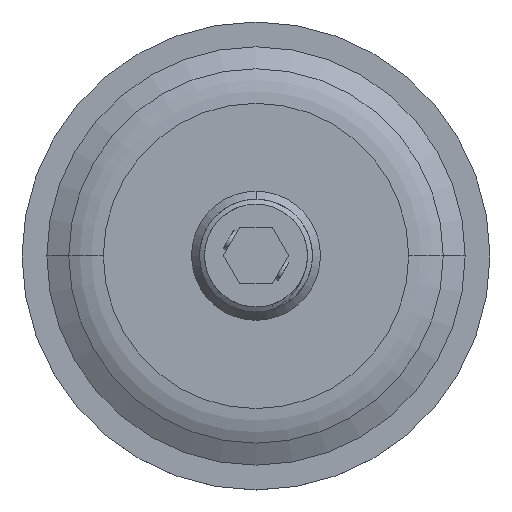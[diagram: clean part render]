
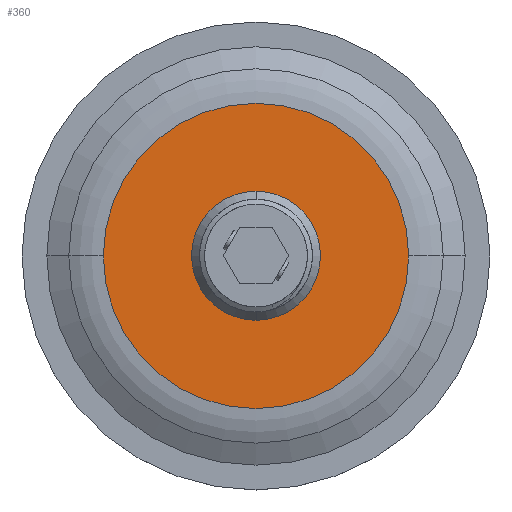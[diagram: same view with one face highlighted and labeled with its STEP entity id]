
A CAD part, top view. The second image highlights one B-rep face of the part: STEP entity #360.
In plain terms, the highlighted planar face has unit normal (0, 0, 1).
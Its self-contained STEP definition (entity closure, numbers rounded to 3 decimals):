
#62 = EDGE_CURVE ( 'NONE', #1204, #2761, #508, .T. ) ;
#83 = LINE ( 'NONE', #2983, #1923 ) ;
#112 = DIRECTION ( 'NONE',  ( -0.5, 0.866, 0. ) ) ;
#121 = DIRECTION ( 'NONE',  ( 0.5, 0.866, 0. ) ) ;
#218 = ORIENTED_EDGE ( 'NONE', *, *, #992, .F. ) ;
#281 = FACE_OUTER_BOUND ( 'NONE', #1924, .T. ) ;
#311 = VERTEX_POINT ( 'NONE', #3431 ) ;
#327 = CIRCLE ( 'NONE', #541, 21.526 ) ;
#349 = CARTESIAN_POINT ( 'NONE',  ( 2.309, 4., 0. ) ) ;
#359 = ORIENTED_EDGE ( 'NONE', *, *, #1233, .F. ) ;
#360 = ADVANCED_FACE ( 'NONE', ( #281, #2685 ), #1089, .F. ) ;
#508 = LINE ( 'NONE', #1256, #1451 ) ;
#541 = AXIS2_PLACEMENT_3D ( 'NONE', #1738, #860, #817 ) ;
#542 = ORIENTED_EDGE ( 'NONE', *, *, #795, .F. ) ;
#557 = DIRECTION ( 'NONE',  ( 0.5, -0.866, 0. ) ) ;
#572 = VERTEX_POINT ( 'NONE', #1114 ) ;
#628 = CARTESIAN_POINT ( 'NONE',  ( 4.619, 0., 0. ) ) ;
#633 = EDGE_LOOP ( 'NONE', ( #2972, #3656, #542, #2008, #2728, #359 ) ) ;
#766 = VERTEX_POINT ( 'NONE', #3661 ) ;
#795 = EDGE_CURVE ( 'NONE', #311, #3554, #2687, .T. ) ;
#796 = LINE ( 'NONE', #1326, #2459 ) ;
#817 = DIRECTION ( 'NONE',  ( -1., 0., 0. ) ) ;
#854 = VERTEX_POINT ( 'NONE', #1303 ) ;
#860 = DIRECTION ( 'NONE',  ( 0., 0., -1. ) ) ;
#919 = ORIENTED_EDGE ( 'NONE', *, *, #1113, .F. ) ;
#923 = EDGE_CURVE ( 'NONE', #3554, #1204, #1349, .T. ) ;
#926 = DIRECTION ( 'NONE',  ( 0., 0., -1. ) ) ;
#956 = LINE ( 'NONE', #1252, #1469 ) ;
#992 = EDGE_CURVE ( 'NONE', #766, #854, #327, .T. ) ;
#1013 = CARTESIAN_POINT ( 'NONE',  ( 2.309, -4., 0. ) ) ;
#1089 = PLANE ( 'NONE',  #3614 ) ;
#1113 = EDGE_CURVE ( 'NONE', #854, #766, #2951, .T. ) ;
#1114 = CARTESIAN_POINT ( 'NONE',  ( -4.619, 0., 0. ) ) ;
#1150 = AXIS2_PLACEMENT_3D ( 'NONE', #3529, #926, #1770 ) ;
#1204 = VERTEX_POINT ( 'NONE', #349 ) ;
#1233 = EDGE_CURVE ( 'NONE', #2761, #572, #956, .T. ) ;
#1252 = CARTESIAN_POINT ( 'NONE',  ( -2.309, 4., 0. ) ) ;
#1256 = CARTESIAN_POINT ( 'NONE',  ( 2.309, 4., 0. ) ) ;
#1303 = CARTESIAN_POINT ( 'NONE',  ( 21.526, 0., 0. ) ) ;
#1326 = CARTESIAN_POINT ( 'NONE',  ( -2.309, -4., 0. ) ) ;
#1349 = LINE ( 'NONE', #2153, #2128 ) ;
#1380 = EDGE_CURVE ( 'NONE', #572, #2041, #83, .T. ) ;
#1451 = VECTOR ( 'NONE', #3393, 1000. ) ;
#1469 = VECTOR ( 'NONE', #2697, 1000. ) ;
#1738 = CARTESIAN_POINT ( 'NONE',  ( 0., 0., 0. ) ) ;
#1770 = DIRECTION ( 'NONE',  ( -1., 0., 0. ) ) ;
#1895 = CARTESIAN_POINT ( 'NONE',  ( -2.309, -4., 0. ) ) ;
#1911 = CARTESIAN_POINT ( 'NONE',  ( -2.309, 4., 0. ) ) ;
#1923 = VECTOR ( 'NONE', #557, 1000. ) ;
#1924 = EDGE_LOOP ( 'NONE', ( #218, #919 ) ) ;
#2008 = ORIENTED_EDGE ( 'NONE', *, *, #2126, .F. ) ;
#2041 = VERTEX_POINT ( 'NONE', #1895 ) ;
#2126 = EDGE_CURVE ( 'NONE', #2041, #311, #796, .T. ) ;
#2128 = VECTOR ( 'NONE', #112, 1000. ) ;
#2153 = CARTESIAN_POINT ( 'NONE',  ( 4.619, 0., 0. ) ) ;
#2230 = DIRECTION ( 'NONE',  ( 0., 0., -1. ) ) ;
#2459 = VECTOR ( 'NONE', #3096, 1000. ) ;
#2685 = FACE_BOUND ( 'NONE', #633, .T. ) ;
#2687 = LINE ( 'NONE', #1013, #3710 ) ;
#2697 = DIRECTION ( 'NONE',  ( -0.5, -0.866, 0. ) ) ;
#2728 = ORIENTED_EDGE ( 'NONE', *, *, #1380, .F. ) ;
#2761 = VERTEX_POINT ( 'NONE', #1911 ) ;
#2951 = CIRCLE ( 'NONE', #1150, 21.526 ) ;
#2972 = ORIENTED_EDGE ( 'NONE', *, *, #62, .F. ) ;
#2983 = CARTESIAN_POINT ( 'NONE',  ( -4.619, 0., 0. ) ) ;
#3096 = DIRECTION ( 'NONE',  ( 1., 0., 0. ) ) ;
#3161 = DIRECTION ( 'NONE',  ( -1., 0., 0. ) ) ;
#3393 = DIRECTION ( 'NONE',  ( -1., 0., 0. ) ) ;
#3431 = CARTESIAN_POINT ( 'NONE',  ( 2.309, -4., 0. ) ) ;
#3529 = CARTESIAN_POINT ( 'NONE',  ( 0., 0., 0. ) ) ;
#3554 = VERTEX_POINT ( 'NONE', #628 ) ;
#3614 = AXIS2_PLACEMENT_3D ( 'NONE', #3778, #2230, #3161 ) ;
#3656 = ORIENTED_EDGE ( 'NONE', *, *, #923, .F. ) ;
#3661 = CARTESIAN_POINT ( 'NONE',  ( -21.526, 0., 0. ) ) ;
#3710 = VECTOR ( 'NONE', #121, 1000. ) ;
#3778 = CARTESIAN_POINT ( 'NONE',  ( 0., 0., 0. ) ) ;
